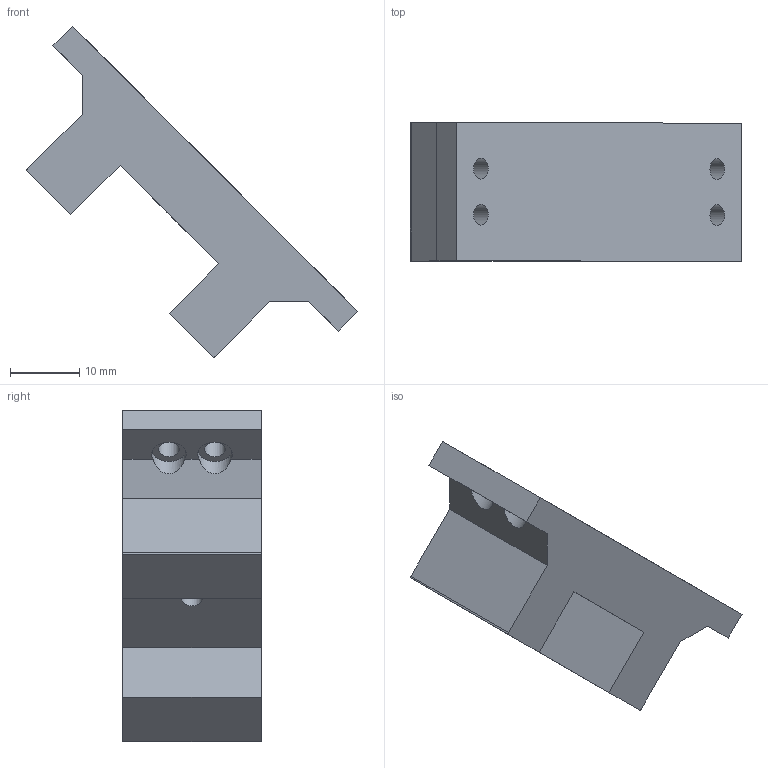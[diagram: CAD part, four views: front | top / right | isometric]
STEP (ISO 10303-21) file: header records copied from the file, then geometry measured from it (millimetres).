
FILE_DESCRIPTION(/* description */ (''),/* implementation_level */ '2;1');
FILE_NAME(/* name */ 'Runner Support v5.step',/* time_stamp */ '2019-01-08T22:25:24+00:00',/* author */ (''),/* organization */ (''),/* preprocessor_version */ 'ST-DEVELOPER v17.2',/* originating_system */ 'Autodesk Translation Framework v7.6.0.251',/* authorisation */ '');
FILE_SCHEMA (('AUTOMOTIVE_DESIGN { 1 0 10303 214 3 1 1 }'));
Length unit declared in the file: millimetre
Products named in the file (1): RunnerSupport
Bounding box: 47.98 x 20 x 47.98 mm (x, y, z)
Volume: 12559.2 mm3; surface area: 4892.3 mm2
Topology: 1 solids, 1 shells, 32 faces, 93 edges, 64 vertices
Faces by surface type: plane 21, cylinder 11
Full cylindrical faces by diameter (mm): 3 x5, 5 x4
Entity records: 1130 total; most frequent: DIRECTION 195, CARTESIAN_POINT 190, ORIENTED_EDGE 186, EDGE_CURVE 93, AXIS2_PLACEMENT_3D 69, VERTEX_POINT 64, LINE 57, VECTOR 57
